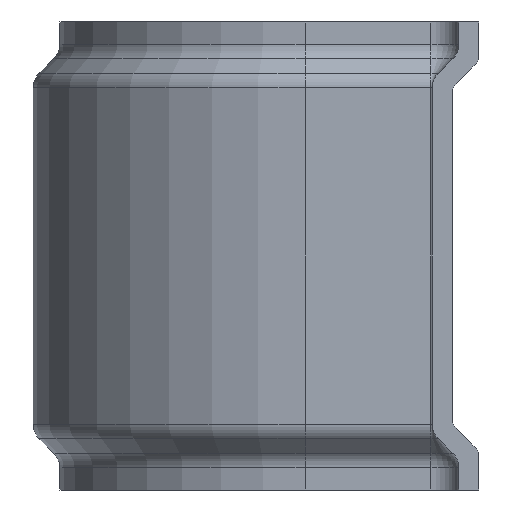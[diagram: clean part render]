
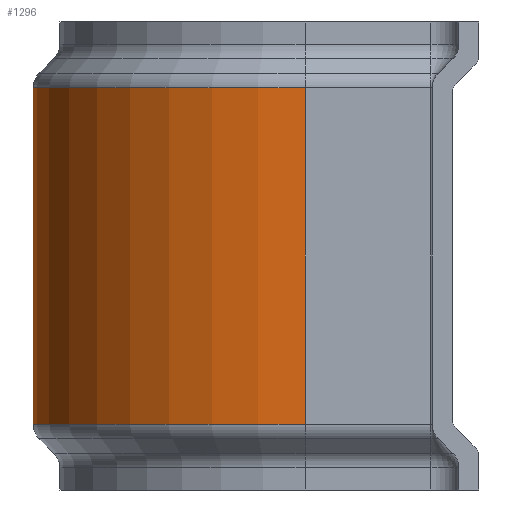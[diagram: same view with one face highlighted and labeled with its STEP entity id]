
A CAD part, left-side view. The second image highlights one B-rep face of the part: STEP entity #1296.
In plain terms, the highlighted cylindrical face has radius 20.35 mm (diameter 40.7 mm), a partial arc.
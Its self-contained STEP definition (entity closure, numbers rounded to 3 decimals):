
#3 = ORIENTED_EDGE ( 'NONE', *, *, #1125, .F. ) ;
#166 = CARTESIAN_POINT ( 'NONE',  ( 20.35, 13., 12.586 ) ) ;
#230 = DIRECTION ( 'NONE',  ( 0., 0., 1. ) ) ;
#244 = AXIS2_PLACEMENT_3D ( 'NONE', #931, #577, #2673 ) ;
#348 = DIRECTION ( 'NONE',  ( 0., 0., 1. ) ) ;
#577 = DIRECTION ( 'NONE',  ( 0., 0., 1. ) ) ;
#646 = DIRECTION ( 'NONE',  ( 0., 1., 0. ) ) ;
#706 = DIRECTION ( 'NONE',  ( 0., 0., 1. ) ) ;
#889 = CARTESIAN_POINT ( 'NONE',  ( 0., 13., 0. ) ) ;
#896 = VECTOR ( 'NONE', #3193, 1000. ) ;
#931 = CARTESIAN_POINT ( 'NONE',  ( 0., 13., -12.586 ) ) ;
#1125 = EDGE_CURVE ( 'NONE', #3305, #3732, #1982, .T. ) ;
#1288 = AXIS2_PLACEMENT_3D ( 'NONE', #2725, #706, #646 ) ;
#1296 = ADVANCED_FACE ( 'NONE', ( #2654 ), #2670, .T. ) ;
#1460 = CARTESIAN_POINT ( 'NONE',  ( -20.35, 13., -12.586 ) ) ;
#1470 = VECTOR ( 'NONE', #348, 1000. ) ;
#1562 = LINE ( 'NONE', #1836, #1470 ) ;
#1596 = CIRCLE ( 'NONE', #1288, 20.35 ) ;
#1711 = EDGE_CURVE ( 'NONE', #3788, #1896, #1562, .T. ) ;
#1762 = CARTESIAN_POINT ( 'NONE',  ( -20.35, 13., 12.586 ) ) ;
#1836 = CARTESIAN_POINT ( 'NONE',  ( 20.35, 13., 12.586 ) ) ;
#1896 = VERTEX_POINT ( 'NONE', #166 ) ;
#1920 = CIRCLE ( 'NONE', #244, 20.35 ) ;
#1982 = LINE ( 'NONE', #3151, #896 ) ;
#2032 = ORIENTED_EDGE ( 'NONE', *, *, #3391, .T. ) ;
#2251 = EDGE_CURVE ( 'NONE', #1896, #3305, #1596, .T. ) ;
#2261 = EDGE_LOOP ( 'NONE', ( #2032, #3, #3589, #2952 ) ) ;
#2353 = DIRECTION ( 'NONE',  ( 1., 0., 0. ) ) ;
#2654 = FACE_OUTER_BOUND ( 'NONE', #2261, .T. ) ;
#2670 = CYLINDRICAL_SURFACE ( 'NONE', #3347, 20.35 ) ;
#2673 = DIRECTION ( 'NONE',  ( 0., 1., 0. ) ) ;
#2725 = CARTESIAN_POINT ( 'NONE',  ( 0., 13., 12.586 ) ) ;
#2952 = ORIENTED_EDGE ( 'NONE', *, *, #1711, .F. ) ;
#3151 = CARTESIAN_POINT ( 'NONE',  ( -20.35, 13., 12.586 ) ) ;
#3193 = DIRECTION ( 'NONE',  ( 0., 0., -1. ) ) ;
#3305 = VERTEX_POINT ( 'NONE', #1762 ) ;
#3347 = AXIS2_PLACEMENT_3D ( 'NONE', #889, #230, #2353 ) ;
#3391 = EDGE_CURVE ( 'NONE', #3788, #3732, #1920, .T. ) ;
#3589 = ORIENTED_EDGE ( 'NONE', *, *, #2251, .F. ) ;
#3732 = VERTEX_POINT ( 'NONE', #1460 ) ;
#3788 = VERTEX_POINT ( 'NONE', #3876 ) ;
#3876 = CARTESIAN_POINT ( 'NONE',  ( 20.35, 13., -12.586 ) ) ;
